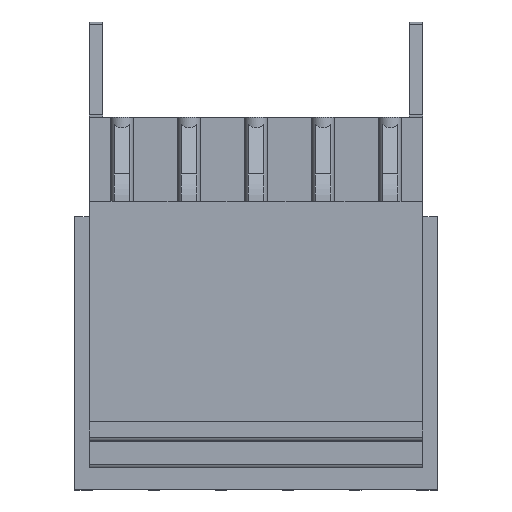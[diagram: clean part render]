
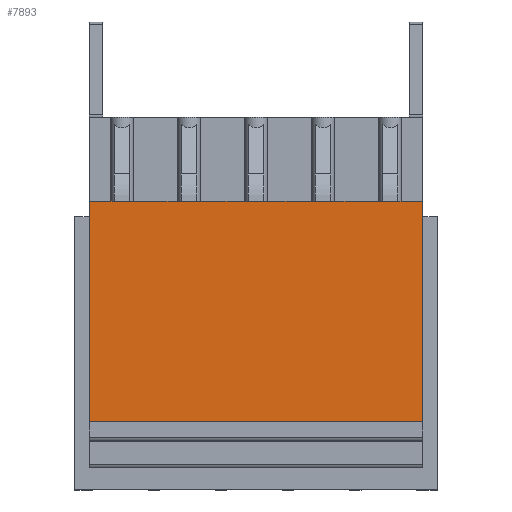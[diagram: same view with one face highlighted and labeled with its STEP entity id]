
A CAD part, top view. The second image highlights one B-rep face of the part: STEP entity #7893.
In plain terms, the highlighted planar face has unit normal (0, 0, 1).
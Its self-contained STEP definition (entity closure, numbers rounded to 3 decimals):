
#7636=AXIS2_PLACEMENT_3D('Plane Axis2P3D',#7633,#7634,#7635) ;
#7633=CARTESIAN_POINT('Axis2P3D Location',(0.,2.5,33.)) ;
#7766=CARTESIAN_POINT('Vertex',(18.15,3.5,33.)) ;
#7769=CARTESIAN_POINT('Line Origine',(9.45,3.5,33.)) ;
#7773=CARTESIAN_POINT('Vertex',(0.75,3.5,33.)) ;
#7788=CARTESIAN_POINT('Line Origine',(18.15,9.25,33.)) ;
#7792=CARTESIAN_POINT('Vertex',(18.15,15.,33.)) ;
#7795=CARTESIAN_POINT('Line Origine',(17.5,15.,33.)) ;
#7799=CARTESIAN_POINT('Vertex',(16.85,15.,33.)) ;
#7802=CARTESIAN_POINT('Line Origine',(16.45,15.,33.)) ;
#7806=CARTESIAN_POINT('Vertex',(16.05,15.,33.)) ;
#7809=CARTESIAN_POINT('Line Origine',(14.7,15.,33.)) ;
#7813=CARTESIAN_POINT('Vertex',(13.35,15.,33.)) ;
#7816=CARTESIAN_POINT('Line Origine',(12.95,15.,33.)) ;
#7820=CARTESIAN_POINT('Vertex',(12.55,15.,33.)) ;
#7823=CARTESIAN_POINT('Line Origine',(11.2,15.,33.)) ;
#7827=CARTESIAN_POINT('Vertex',(9.85,15.,33.)) ;
#7830=CARTESIAN_POINT('Line Origine',(9.45,15.,33.)) ;
#7834=CARTESIAN_POINT('Vertex',(9.05,15.,33.)) ;
#7837=CARTESIAN_POINT('Line Origine',(7.7,15.,33.)) ;
#7841=CARTESIAN_POINT('Vertex',(6.35,15.,33.)) ;
#7844=CARTESIAN_POINT('Line Origine',(5.95,15.,33.)) ;
#7848=CARTESIAN_POINT('Vertex',(5.55,15.,33.)) ;
#7851=CARTESIAN_POINT('Line Origine',(4.2,15.,33.)) ;
#7855=CARTESIAN_POINT('Vertex',(2.85,15.,33.)) ;
#7858=CARTESIAN_POINT('Line Origine',(2.45,15.,33.)) ;
#7862=CARTESIAN_POINT('Vertex',(2.05,15.,33.)) ;
#7865=CARTESIAN_POINT('Line Origine',(1.4,15.,33.)) ;
#7869=CARTESIAN_POINT('Vertex',(0.75,15.,33.)) ;
#7872=CARTESIAN_POINT('Line Origine',(0.75,9.25,33.)) ;
#7634=DIRECTION('Axis2P3D Direction',(-0.,0.,1.)) ;
#7635=DIRECTION('Axis2P3D XDirection',(0.,-1.,0.)) ;
#7770=DIRECTION('Vector Direction',(1.,0.,0.)) ;
#7789=DIRECTION('Vector Direction',(0.,-1.,0.)) ;
#7796=DIRECTION('Vector Direction',(1.,0.,0.)) ;
#7803=DIRECTION('Vector Direction',(1.,0.,0.)) ;
#7810=DIRECTION('Vector Direction',(1.,0.,0.)) ;
#7817=DIRECTION('Vector Direction',(1.,0.,0.)) ;
#7824=DIRECTION('Vector Direction',(1.,0.,0.)) ;
#7831=DIRECTION('Vector Direction',(1.,0.,0.)) ;
#7838=DIRECTION('Vector Direction',(1.,0.,0.)) ;
#7845=DIRECTION('Vector Direction',(1.,0.,0.)) ;
#7852=DIRECTION('Vector Direction',(1.,0.,0.)) ;
#7859=DIRECTION('Vector Direction',(1.,0.,0.)) ;
#7866=DIRECTION('Vector Direction',(1.,0.,0.)) ;
#7873=DIRECTION('Vector Direction',(0.,-1.,0.)) ;
#7771=VECTOR('Line Direction',#7770,1.) ;
#7790=VECTOR('Line Direction',#7789,1.) ;
#7797=VECTOR('Line Direction',#7796,1.) ;
#7804=VECTOR('Line Direction',#7803,1.) ;
#7811=VECTOR('Line Direction',#7810,1.) ;
#7818=VECTOR('Line Direction',#7817,1.) ;
#7825=VECTOR('Line Direction',#7824,1.) ;
#7832=VECTOR('Line Direction',#7831,1.) ;
#7839=VECTOR('Line Direction',#7838,1.) ;
#7846=VECTOR('Line Direction',#7845,1.) ;
#7853=VECTOR('Line Direction',#7852,1.) ;
#7860=VECTOR('Line Direction',#7859,1.) ;
#7867=VECTOR('Line Direction',#7866,1.) ;
#7874=VECTOR('Line Direction',#7873,1.) ;
#7878=ORIENTED_EDGE('',*,*,#7794,.T.) ;
#7879=ORIENTED_EDGE('',*,*,#7801,.F.) ;
#7880=ORIENTED_EDGE('',*,*,#7808,.F.) ;
#7881=ORIENTED_EDGE('',*,*,#7815,.F.) ;
#7882=ORIENTED_EDGE('',*,*,#7822,.F.) ;
#7883=ORIENTED_EDGE('',*,*,#7829,.F.) ;
#7884=ORIENTED_EDGE('',*,*,#7836,.F.) ;
#7885=ORIENTED_EDGE('',*,*,#7843,.F.) ;
#7886=ORIENTED_EDGE('',*,*,#7850,.F.) ;
#7887=ORIENTED_EDGE('',*,*,#7857,.F.) ;
#7888=ORIENTED_EDGE('',*,*,#7864,.F.) ;
#7889=ORIENTED_EDGE('',*,*,#7871,.F.) ;
#7890=ORIENTED_EDGE('',*,*,#7876,.F.) ;
#7891=ORIENTED_EDGE('',*,*,#7775,.T.) ;
#7893=ADVANCED_FACE('HOUSING',(#7892),#7637,.T.) ;
#7775=EDGE_CURVE('',#7774,#7767,#7772,.T.) ;
#7794=EDGE_CURVE('',#7767,#7793,#7791,.F.) ;
#7801=EDGE_CURVE('',#7800,#7793,#7798,.T.) ;
#7808=EDGE_CURVE('',#7807,#7800,#7805,.T.) ;
#7815=EDGE_CURVE('',#7814,#7807,#7812,.T.) ;
#7822=EDGE_CURVE('',#7821,#7814,#7819,.T.) ;
#7829=EDGE_CURVE('',#7828,#7821,#7826,.T.) ;
#7836=EDGE_CURVE('',#7835,#7828,#7833,.T.) ;
#7843=EDGE_CURVE('',#7842,#7835,#7840,.T.) ;
#7850=EDGE_CURVE('',#7849,#7842,#7847,.T.) ;
#7857=EDGE_CURVE('',#7856,#7849,#7854,.T.) ;
#7864=EDGE_CURVE('',#7863,#7856,#7861,.T.) ;
#7871=EDGE_CURVE('',#7870,#7863,#7868,.T.) ;
#7876=EDGE_CURVE('',#7774,#7870,#7875,.F.) ;
#7877=EDGE_LOOP('',(#7878,#7879,#7880,#7881,#7882,#7883,#7884,#7885,#7886,#7887,#7888,#7889,#7890,#7891)) ;
#7892=FACE_OUTER_BOUND('',#7877,.T.) ;
#7772=LINE('Line',#7769,#7771) ;
#7791=LINE('Line',#7788,#7790) ;
#7798=LINE('Line',#7795,#7797) ;
#7805=LINE('Line',#7802,#7804) ;
#7812=LINE('Line',#7809,#7811) ;
#7819=LINE('Line',#7816,#7818) ;
#7826=LINE('Line',#7823,#7825) ;
#7833=LINE('Line',#7830,#7832) ;
#7840=LINE('Line',#7837,#7839) ;
#7847=LINE('Line',#7844,#7846) ;
#7854=LINE('Line',#7851,#7853) ;
#7861=LINE('Line',#7858,#7860) ;
#7868=LINE('Line',#7865,#7867) ;
#7875=LINE('Line',#7872,#7874) ;
#7637=PLANE('',#7636) ;
#7767=VERTEX_POINT('',#7766) ;
#7774=VERTEX_POINT('',#7773) ;
#7793=VERTEX_POINT('',#7792) ;
#7800=VERTEX_POINT('',#7799) ;
#7807=VERTEX_POINT('',#7806) ;
#7814=VERTEX_POINT('',#7813) ;
#7821=VERTEX_POINT('',#7820) ;
#7828=VERTEX_POINT('',#7827) ;
#7835=VERTEX_POINT('',#7834) ;
#7842=VERTEX_POINT('',#7841) ;
#7849=VERTEX_POINT('',#7848) ;
#7856=VERTEX_POINT('',#7855) ;
#7863=VERTEX_POINT('',#7862) ;
#7870=VERTEX_POINT('',#7869) ;
